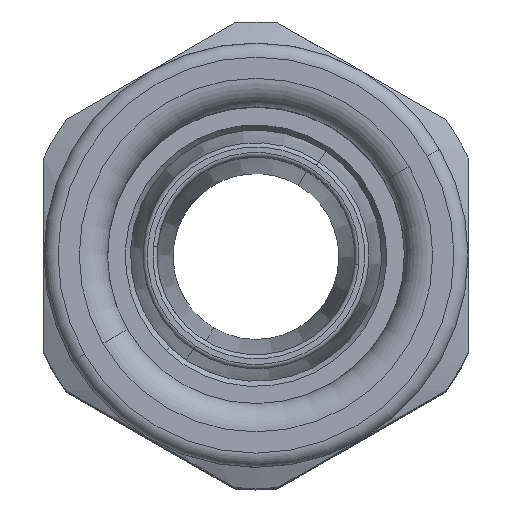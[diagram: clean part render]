
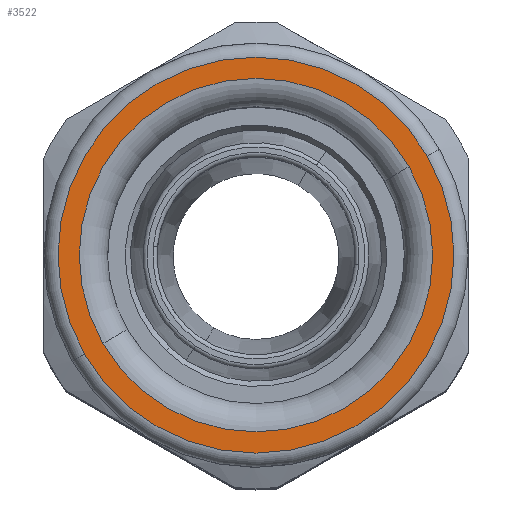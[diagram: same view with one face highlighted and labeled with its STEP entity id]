
A CAD part, top view. The second image highlights one B-rep face of the part: STEP entity #3522.
In plain terms, the highlighted planar face has unit normal (0, 0, 1).
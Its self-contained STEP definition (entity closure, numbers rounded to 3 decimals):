
#3410=AXIS2_PLACEMENT_3D('Circle Axis2P3D',#3408,#3409,$) ;
#3434=AXIS2_PLACEMENT_3D('Circle Axis2P3D',#3432,#3433,$) ;
#3498=AXIS2_PLACEMENT_3D('Plane Axis2P3D',#3495,#3496,#3497) ;
#3502=AXIS2_PLACEMENT_3D('Circle Axis2P3D',#3500,#3501,$) ;
#3511=AXIS2_PLACEMENT_3D('Circle Axis2P3D',#3509,#3510,$) ;
#3405=CARTESIAN_POINT('Vertex',(25.825,22.75,82.4)) ;
#3408=CARTESIAN_POINT('Axis2P3D Location',(15.,16.5,82.4)) ;
#3412=CARTESIAN_POINT('Vertex',(4.175,10.25,82.4)) ;
#3432=CARTESIAN_POINT('Axis2P3D Location',(15.,16.5,82.4)) ;
#3495=CARTESIAN_POINT('Axis2P3D Location',(15.,16.5,82.4)) ;
#3500=CARTESIAN_POINT('Axis2P3D Location',(15.,16.5,82.4)) ;
#3504=CARTESIAN_POINT('Vertex',(2.876,9.5,82.4)) ;
#3506=CARTESIAN_POINT('Vertex',(27.124,23.5,82.4)) ;
#3509=CARTESIAN_POINT('Axis2P3D Location',(15.,16.5,82.4)) ;
#3409=DIRECTION('Axis2P3D Direction',(0.,0.,1.)) ;
#3433=DIRECTION('Axis2P3D Direction',(0.,0.,1.)) ;
#3496=DIRECTION('Axis2P3D Direction',(0.,0.,1.)) ;
#3497=DIRECTION('Axis2P3D XDirection',(0.866,0.5,0.)) ;
#3501=DIRECTION('Axis2P3D Direction',(0.,0.,1.)) ;
#3510=DIRECTION('Axis2P3D Direction',(0.,0.,1.)) ;
#3515=ORIENTED_EDGE('',*,*,#3508,.T.) ;
#3516=ORIENTED_EDGE('',*,*,#3513,.T.) ;
#3519=ORIENTED_EDGE('',*,*,#3436,.F.) ;
#3520=ORIENTED_EDGE('',*,*,#3414,.F.) ;
#3521=FACE_BOUND('',#3518,.T.) ;
#3522=ADVANCED_FACE('PartBody',(#3517,#3521),#3499,.T.) ;
#3411=CIRCLE('generated circle',#3410,12.5) ;
#3435=CIRCLE('generated circle',#3434,12.5) ;
#3503=CIRCLE('generated circle',#3502,14.) ;
#3512=CIRCLE('generated circle',#3511,14.) ;
#3414=EDGE_CURVE('',#3406,#3413,#3411,.T.) ;
#3436=EDGE_CURVE('',#3413,#3406,#3435,.T.) ;
#3508=EDGE_CURVE('',#3505,#3507,#3503,.T.) ;
#3513=EDGE_CURVE('',#3507,#3505,#3512,.T.) ;
#3514=EDGE_LOOP('',(#3515,#3516)) ;
#3518=EDGE_LOOP('',(#3519,#3520)) ;
#3517=FACE_OUTER_BOUND('',#3514,.T.) ;
#3499=PLANE('',#3498) ;
#3406=VERTEX_POINT('',#3405) ;
#3413=VERTEX_POINT('',#3412) ;
#3505=VERTEX_POINT('',#3504) ;
#3507=VERTEX_POINT('',#3506) ;
